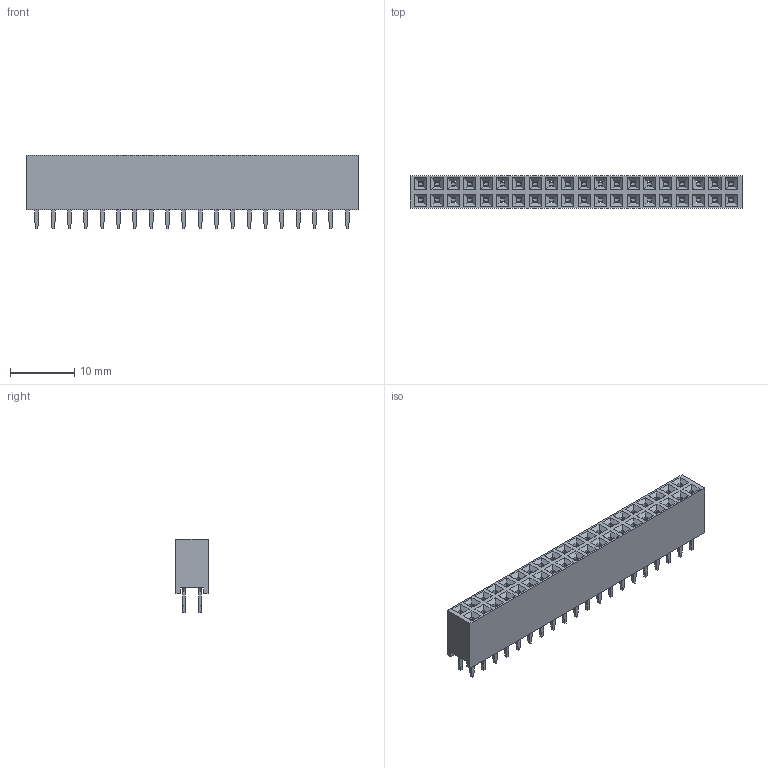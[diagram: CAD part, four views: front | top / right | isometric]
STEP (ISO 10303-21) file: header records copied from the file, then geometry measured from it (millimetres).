
FILE_DESCRIPTION(('STEP AP214'), '1');
FILE_NAME('DS1023-1x5SF11', '2017-07-15T12:29:14', ('Nobody'), (''), 'ASCON STEP Converter 1.3', 'ASCON Math Kernel', '');
FILE_SCHEMA(('AUTOMOTIVE_DESIGN { 1 0 10303 214 3 1 1}'));
Length unit declared in the file: millimetre
Assembly tree (41 placements, depth 2):
  (unnamed)
    (unnamed)
    (unnamed)  x40
Bounding box: 51.6 x 5 x 11.5 mm (x, y, z)
Volume: 1704.1 mm3; surface area: 4516.1 mm2
Topology: 41 solids, 41 shells, 1890 faces, 5384 edges, 3536 vertices
Faces by surface type: plane 1450, cylinder 440
Entity records: 33419 total; most frequent: CARTESIAN_POINT 4690, ORIENTED_EDGE 4684, DIRECTION 4044, EDGE_CURVE 2342, LINE 2320, VECTOR 2320, VERTEX_POINT 1508, AXIS2_PLACEMENT_3D 862
